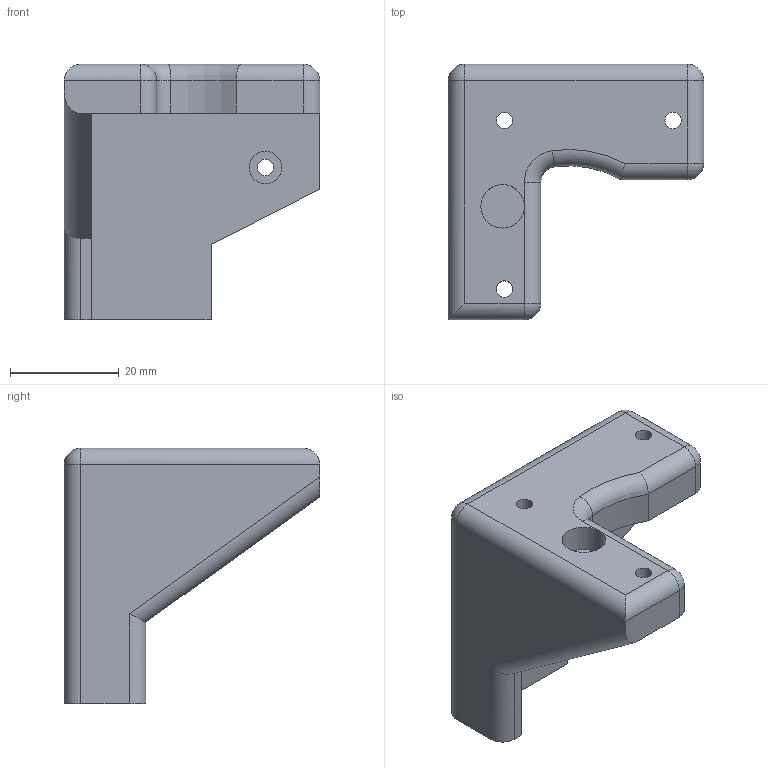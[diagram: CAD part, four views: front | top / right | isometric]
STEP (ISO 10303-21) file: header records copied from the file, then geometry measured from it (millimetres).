
FILE_DESCRIPTION (( 'STEP AP214' ), '1' );
FILE_NAME ('support-moteur-2bis.STEP', '2015-12-12T14:29:45', ( '' ), ( '' ), 'SwSTEP 2.0', 'SolidWorks 2014', '' );
FILE_SCHEMA (( 'AUTOMOTIVE_DESIGN' ));
Length unit declared in the file: millimetre
Products named in the file (2): support-moteur-2bis
Bounding box: 47 x 47 x 47 mm (x, y, z)
Volume: 22244.9 mm3; surface area: 8998.1 mm2
Topology: 1 solids, 1 shells, 51 faces, 126 edges, 74 vertices
Faces by surface type: cylinder 28, plane 17, sphere 4, torus 2
Entity records: 1545 total; most frequent: CARTESIAN_POINT 277, DIRECTION 271, ORIENTED_EDGE 244, EDGE_CURVE 122, AXIS2_PLACEMENT_3D 102, VERTEX_POINT 74, LINE 67, VECTOR 67
